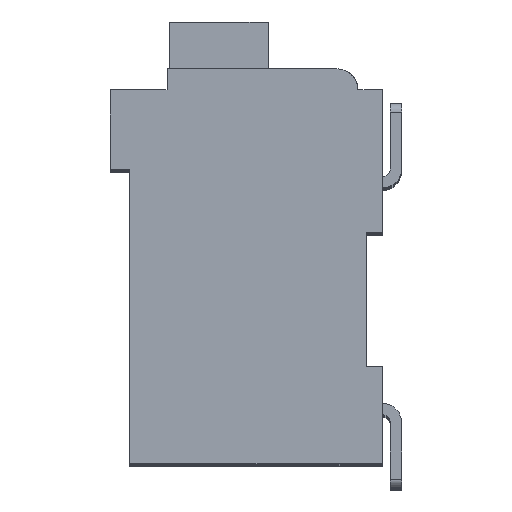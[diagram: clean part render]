
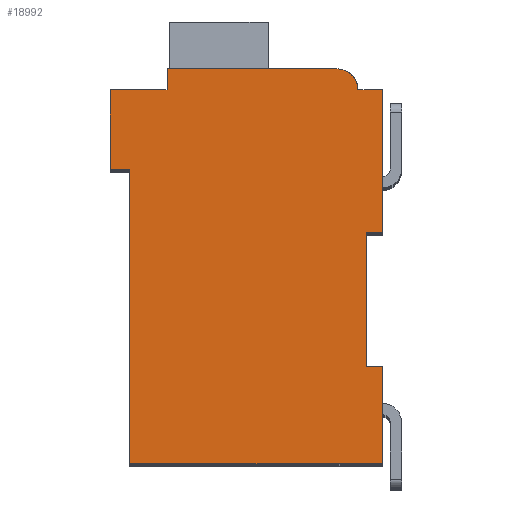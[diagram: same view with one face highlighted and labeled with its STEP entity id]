
A CAD part, top view. The second image highlights one B-rep face of the part: STEP entity #18992.
In plain terms, the highlighted planar face has unit normal (0, 0, 1).
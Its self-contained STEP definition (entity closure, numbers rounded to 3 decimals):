
#2130=DIRECTION('',(1.,0.,0.));
#2131=VECTOR('',#2130,0.5);
#2132=CARTESIAN_POINT('',(7.3,7.15,2.1));
#2133=LINE('',#2132,#2131);
#2134=DIRECTION('',(0.,1.,0.));
#2135=VECTOR('',#2134,4.15);
#2136=CARTESIAN_POINT('',(7.3,3.,2.1));
#2137=LINE('',#2136,#2135);
#2138=DIRECTION('',(-1.,0.,0.));
#2139=VECTOR('',#2138,0.5);
#2140=CARTESIAN_POINT('',(7.8,3.,2.1));
#2141=LINE('',#2140,#2139);
#2142=DIRECTION('',(0.,1.,0.));
#2143=VECTOR('',#2142,3.);
#2144=CARTESIAN_POINT('',(7.8,0.,2.1));
#2145=LINE('',#2144,#2143);
#2146=DIRECTION('',(1.,0.,0.));
#2147=VECTOR('',#2146,7.8);
#2148=CARTESIAN_POINT('',(0.,0.,2.1));
#2149=LINE('',#2148,#2147);
#2150=DIRECTION('',(0.,-1.,0.));
#2151=VECTOR('',#2150,9.1);
#2152=CARTESIAN_POINT('',(0.,9.1,2.1));
#2153=LINE('',#2152,#2151);
#2154=DIRECTION('',(1.,0.,0.));
#2155=VECTOR('',#2154,0.6);
#2156=CARTESIAN_POINT('',(-0.6,9.1,2.1));
#2157=LINE('',#2156,#2155);
#2158=DIRECTION('',(0.,-1.,0.));
#2159=VECTOR('',#2158,2.45);
#2160=CARTESIAN_POINT('',(-0.6,11.55,2.1));
#2161=LINE('',#2160,#2159);
#2162=DIRECTION('',(-1.,0.,0.));
#2163=VECTOR('',#2162,1.75);
#2164=CARTESIAN_POINT('',(1.15,11.55,2.1));
#2165=LINE('',#2164,#2163);
#2166=DIRECTION('',(0.,-1.,0.));
#2167=VECTOR('',#2166,0.65);
#2168=CARTESIAN_POINT('',(1.15,12.2,2.1));
#2169=LINE('',#2168,#2167);
#2170=DIRECTION('',(-1.,0.,0.));
#2171=VECTOR('',#2170,5.25);
#2172=CARTESIAN_POINT('',(6.4,12.2,2.1));
#2173=LINE('',#2172,#2171);
#2174=CARTESIAN_POINT('',(6.4,11.55,2.1));
#2175=DIRECTION('',(0.,0.,1.));
#2176=DIRECTION('',(1.,0.,0.));
#2177=AXIS2_PLACEMENT_3D('',#2174,#2175,#2176);
#2179=DIRECTION('',(-1.,0.,0.));
#2180=VECTOR('',#2179,0.75);
#2181=CARTESIAN_POINT('',(7.8,11.55,2.1));
#2182=LINE('',#2181,#2180);
#2183=DIRECTION('',(0.,1.,0.));
#2184=VECTOR('',#2183,4.4);
#2185=CARTESIAN_POINT('',(7.8,7.15,2.1));
#2186=LINE('',#2185,#2184);
#13203=CARTESIAN_POINT('',(7.3,7.15,2.1));
#13204=CARTESIAN_POINT('',(7.8,7.15,2.1));
#13205=VERTEX_POINT('',#13203);
#13206=VERTEX_POINT('',#13204);
#13207=CARTESIAN_POINT('',(7.8,11.55,2.1));
#13208=VERTEX_POINT('',#13207);
#13209=CARTESIAN_POINT('',(7.05,11.55,2.1));
#13210=VERTEX_POINT('',#13209);
#13211=CARTESIAN_POINT('',(6.4,12.2,2.1));
#13212=VERTEX_POINT('',#13211);
#13213=CARTESIAN_POINT('',(1.15,12.2,2.1));
#13214=VERTEX_POINT('',#13213);
#13215=CARTESIAN_POINT('',(1.15,11.55,2.1));
#13216=VERTEX_POINT('',#13215);
#13217=CARTESIAN_POINT('',(-0.6,11.55,2.1));
#13218=VERTEX_POINT('',#13217);
#13219=CARTESIAN_POINT('',(-0.6,9.1,2.1));
#13220=VERTEX_POINT('',#13219);
#13221=CARTESIAN_POINT('',(0.,9.1,2.1));
#13222=VERTEX_POINT('',#13221);
#13223=CARTESIAN_POINT('',(0.,0.,2.1));
#13224=VERTEX_POINT('',#13223);
#13225=CARTESIAN_POINT('',(7.8,0.,2.1));
#13226=VERTEX_POINT('',#13225);
#13227=CARTESIAN_POINT('',(7.8,3.,2.1));
#13228=VERTEX_POINT('',#13227);
#13229=CARTESIAN_POINT('',(7.3,3.,2.1));
#13230=VERTEX_POINT('',#13229);
#18962=CARTESIAN_POINT('',(0.,0.,2.1));
#18963=DIRECTION('',(0.,0.,1.));
#18964=DIRECTION('',(1.,0.,0.));
#18965=AXIS2_PLACEMENT_3D('',#18962,#18963,#18964);
#18966=PLANE('',#18965);
#18967=ORIENTED_EDGE('',*,*,#17308,.F.);
#18968=ORIENTED_EDGE('',*,*,#17973,.F.);
#18970=ORIENTED_EDGE('',*,*,#18969,.F.);
#18972=ORIENTED_EDGE('',*,*,#18971,.F.);
#18973=ORIENTED_EDGE('',*,*,#18625,.F.);
#18974=ORIENTED_EDGE('',*,*,#18502,.F.);
#18976=ORIENTED_EDGE('',*,*,#18975,.F.);
#18978=ORIENTED_EDGE('',*,*,#18977,.F.);
#18980=ORIENTED_EDGE('',*,*,#18979,.F.);
#18982=ORIENTED_EDGE('',*,*,#18981,.F.);
#18984=ORIENTED_EDGE('',*,*,#18983,.F.);
#18986=ORIENTED_EDGE('',*,*,#18985,.F.);
#18988=ORIENTED_EDGE('',*,*,#18987,.F.);
#18989=ORIENTED_EDGE('',*,*,#17669,.F.);
#18990=EDGE_LOOP('',(#18967,#18968,#18970,#18972,#18973,#18974,#18976,#18978,
#18980,#18982,#18984,#18986,#18988,#18989));
#18991=FACE_OUTER_BOUND('',#18990,.F.);
#2178=CIRCLE('',#2177,0.65);
#17308=EDGE_CURVE('',#13205,#13206,#2133,.T.);
#17669=EDGE_CURVE('',#13206,#13208,#2186,.T.);
#17973=EDGE_CURVE('',#13230,#13205,#2137,.T.);
#18502=EDGE_CURVE('',#13222,#13224,#2153,.T.);
#18625=EDGE_CURVE('',#13224,#13226,#2149,.T.);
#18969=EDGE_CURVE('',#13228,#13230,#2141,.T.);
#18971=EDGE_CURVE('',#13226,#13228,#2145,.T.);
#18975=EDGE_CURVE('',#13220,#13222,#2157,.T.);
#18977=EDGE_CURVE('',#13218,#13220,#2161,.T.);
#18979=EDGE_CURVE('',#13216,#13218,#2165,.T.);
#18981=EDGE_CURVE('',#13214,#13216,#2169,.T.);
#18983=EDGE_CURVE('',#13212,#13214,#2173,.T.);
#18985=EDGE_CURVE('',#13210,#13212,#2178,.T.);
#18987=EDGE_CURVE('',#13208,#13210,#2182,.T.);
#18992=ADVANCED_FACE('',(#18991),#18966,.T.);
